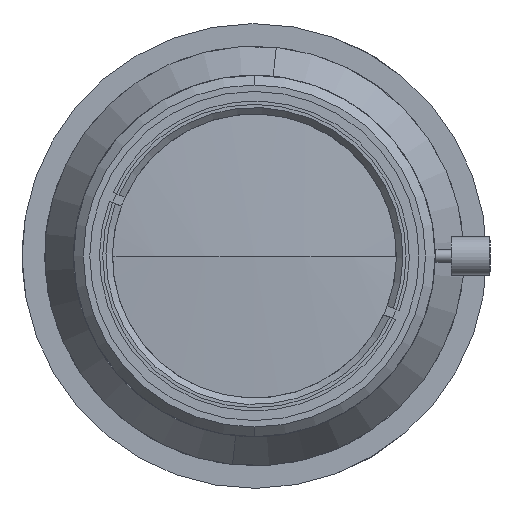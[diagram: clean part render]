
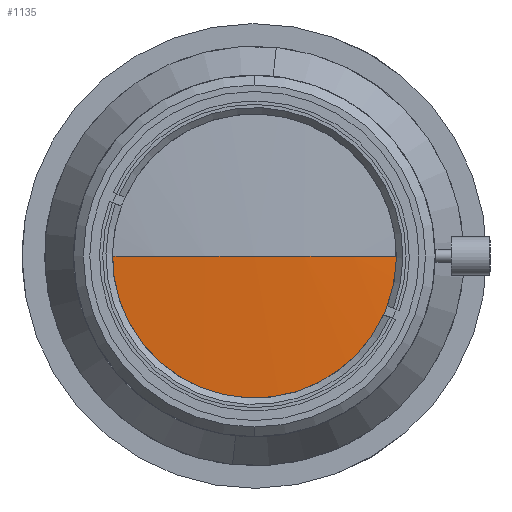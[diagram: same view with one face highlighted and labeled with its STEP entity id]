
A CAD part, left-side view. The second image highlights one B-rep face of the part: STEP entity #1135.
In plain terms, the highlighted spherical face has radius 258.4 mm.
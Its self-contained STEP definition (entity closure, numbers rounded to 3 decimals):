
#4 = DIRECTION ( 'NONE',  ( 0., 1., 0. ) ) ;
#154 = DIRECTION ( 'NONE',  ( 0., 0., 1. ) ) ;
#234 = CARTESIAN_POINT ( 'NONE',  ( 258.4, 0., 0. ) ) ;
#974 = VERTEX_POINT ( 'NONE', #5222 ) ;
#1135 = ADVANCED_FACE ( 'NONE', ( #1896 ), #5996, .T. ) ;
#1595 = CIRCLE ( 'NONE', #9821, 258.4 ) ;
#1893 = DIRECTION ( 'NONE',  ( 0., 1., 0. ) ) ;
#1896 = FACE_OUTER_BOUND ( 'NONE', #5833, .T. ) ;
#2294 = CIRCLE ( 'NONE', #5819, 258.4 ) ;
#2393 = DIRECTION ( 'NONE',  ( 0., 0., 1. ) ) ;
#3071 = CARTESIAN_POINT ( 'NONE',  ( 1.026, 23., 0. ) ) ;
#3090 = CIRCLE ( 'NONE', #5950, 23. ) ;
#3135 = VERTEX_POINT ( 'NONE', #3301 ) ;
#3301 = CARTESIAN_POINT ( 'NONE',  ( 0., 0., 0. ) ) ;
#3442 = VERTEX_POINT ( 'NONE', #3071 ) ;
#3525 = EDGE_CURVE ( 'NONE', #3442, #3135, #1595, .T. ) ;
#4926 = DIRECTION ( 'NONE',  ( 0., 0., -1. ) ) ;
#5071 = DIRECTION ( 'NONE',  ( -1., 0., 0. ) ) ;
#5072 = ORIENTED_EDGE ( 'NONE', *, *, #8697, .T. ) ;
#5222 = CARTESIAN_POINT ( 'NONE',  ( 1.026, -23., 0. ) ) ;
#5654 = ORIENTED_EDGE ( 'NONE', *, *, #6735, .T. ) ;
#5819 = AXIS2_PLACEMENT_3D ( 'NONE', #9848, #4926, #4 ) ;
#5833 = EDGE_LOOP ( 'NONE', ( #5072, #5654, #10489 ) ) ;
#5950 = AXIS2_PLACEMENT_3D ( 'NONE', #9987, #5071, #154 ) ;
#5996 = SPHERICAL_SURFACE ( 'NONE', #10535, 258.4 ) ;
#6735 = EDGE_CURVE ( 'NONE', #974, #3135, #2294, .T. ) ;
#6819 = DIRECTION ( 'NONE',  ( 0., 0., -1. ) ) ;
#7332 = CARTESIAN_POINT ( 'NONE',  ( 258.4, 0., 0. ) ) ;
#8147 = DIRECTION ( 'NONE',  ( 1., 0., 0. ) ) ;
#8697 = EDGE_CURVE ( 'NONE', #3442, #974, #3090, .T. ) ;
#9821 = AXIS2_PLACEMENT_3D ( 'NONE', #7332, #2393, #8147 ) ;
#9848 = CARTESIAN_POINT ( 'NONE',  ( 258.4, 0., 0. ) ) ;
#9987 = CARTESIAN_POINT ( 'NONE',  ( 1.026, 0., 0. ) ) ;
#10489 = ORIENTED_EDGE ( 'NONE', *, *, #3525, .F. ) ;
#10535 = AXIS2_PLACEMENT_3D ( 'NONE', #234, #6819, #1893 ) ;
